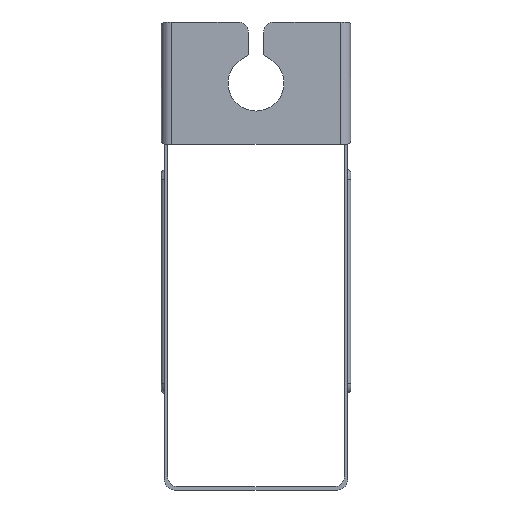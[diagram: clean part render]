
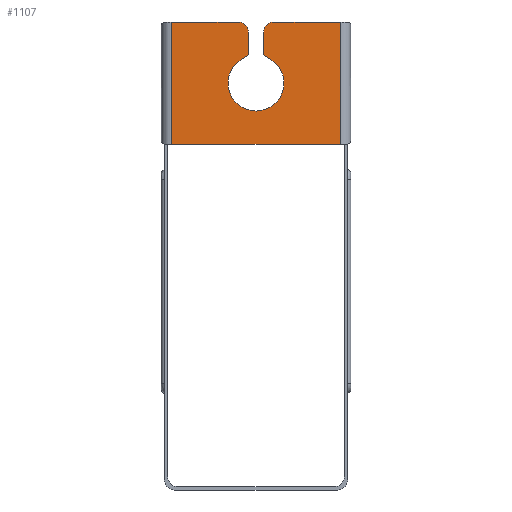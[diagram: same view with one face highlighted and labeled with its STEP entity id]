
A CAD part, front view. The second image highlights one B-rep face of the part: STEP entity #1107.
In plain terms, the highlighted planar face has unit normal (0, -1, 0).
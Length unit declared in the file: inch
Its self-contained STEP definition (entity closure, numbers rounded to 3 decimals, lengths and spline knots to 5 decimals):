
#63 = EDGE_CURVE ( 'NONE', #413, #1448, #2137, .T. ) ;
#99 = DIRECTION ( 'NONE',  ( 0., 0., -1. ) ) ;
#183 = DIRECTION ( 'NONE',  ( 0., -1., 0. ) ) ;
#188 = CARTESIAN_POINT ( 'NONE',  ( 0.1875, 0., 0.73314 ) ) ;
#214 = DIRECTION ( 'NONE',  ( 0., 0., 1. ) ) ;
#221 = DIRECTION ( 'NONE',  ( 0., -1., 0. ) ) ;
#223 = CARTESIAN_POINT ( 'NONE',  ( -0.4375, 0., 1.25 ) ) ;
#259 = EDGE_CURVE ( 'NONE', #1448, #2122, #1687, .T. ) ;
#261 = EDGE_CURVE ( 'NONE', #2375, #1117, #698, .T. ) ;
#262 = LINE ( 'NONE', #1838, #1688 ) ;
#310 = VERTEX_POINT ( 'NONE', #448 ) ;
#338 = EDGE_CURVE ( 'NONE', #1818, #2307, #1884, .T. ) ;
#339 = CARTESIAN_POINT ( 'NONE',  ( -0.1875, 0., 0.73314 ) ) ;
#385 = DIRECTION ( 'NONE',  ( 0., 0., 1. ) ) ;
#413 = VERTEX_POINT ( 'NONE', #1925 ) ;
#448 = CARTESIAN_POINT ( 'NONE',  ( 0.25099, 0., 0.64005 ) ) ;
#449 = DIRECTION ( 'NONE',  ( 0., 0., 1. ) ) ;
#463 = ORIENTED_EDGE ( 'NONE', *, *, #259, .T. ) ;
#492 = AXIS2_PLACEMENT_3D ( 'NONE', #1931, #1694, #214 ) ;
#550 = ORIENTED_EDGE ( 'NONE', *, *, #261, .T. ) ;
#571 = VECTOR ( 'NONE', #99, 39.37008 ) ;
#576 = ORIENTED_EDGE ( 'NONE', *, *, #1546, .T. ) ;
#581 = CARTESIAN_POINT ( 'NONE',  ( 2.075, 0., 1.5 ) ) ;
#620 = VECTOR ( 'NONE', #1388, 39.37008 ) ;
#635 = DIRECTION ( 'NONE',  ( -1., 0., 0. ) ) ;
#640 = DIRECTION ( 'NONE',  ( 0., -1., 0. ) ) ;
#646 = EDGE_CURVE ( 'NONE', #2122, #1818, #1316, .T. ) ;
#698 = CIRCLE ( 'NONE', #2147, 0.1 ) ;
#704 = CARTESIAN_POINT ( 'NONE',  ( -2.075, 0., -1.5 ) ) ;
#718 = ORIENTED_EDGE ( 'NONE', *, *, #1246, .T. ) ;
#736 = FACE_OUTER_BOUND ( 'NONE', #1588, .T. ) ;
#738 = DIRECTION ( 'NONE',  ( 0., 0., 1. ) ) ;
#756 = ORIENTED_EDGE ( 'NONE', *, *, #1757, .T. ) ;
#759 = VERTEX_POINT ( 'NONE', #704 ) ;
#791 = CARTESIAN_POINT ( 'NONE',  ( 0.2875, 0., 0.73314 ) ) ;
#809 = VERTEX_POINT ( 'NONE', #2539 ) ;
#906 = AXIS2_PLACEMENT_3D ( 'NONE', #1545, #183, #1504 ) ;
#959 = ORIENTED_EDGE ( 'NONE', *, *, #63, .T. ) ;
#1018 = LINE ( 'NONE', #1574, #620 ) ;
#1029 = AXIS2_PLACEMENT_3D ( 'NONE', #223, #1604, #385 ) ;
#1107 = ADVANCED_FACE ( 'NONE', ( #736 ), #1144, .T. ) ;
#1117 = VERTEX_POINT ( 'NONE', #339 ) ;
#1125 = CARTESIAN_POINT ( 'NONE',  ( 0., 0., 1.5 ) ) ;
#1134 = LINE ( 'NONE', #1125, #1812 ) ;
#1144 = PLANE ( 'NONE',  #906 ) ;
#1223 = DIRECTION ( 'NONE',  ( 0., -1., 0. ) ) ;
#1246 = EDGE_CURVE ( 'NONE', #2307, #310, #2514, .T. ) ;
#1252 = DIRECTION ( 'NONE',  ( 1., 0., 0. ) ) ;
#1298 = CARTESIAN_POINT ( 'NONE',  ( 0., 0., 1.5 ) ) ;
#1316 = CIRCLE ( 'NONE', #2021, 0.25 ) ;
#1388 = DIRECTION ( 'NONE',  ( 0., 0., -1. ) ) ;
#1396 = AXIS2_PLACEMENT_3D ( 'NONE', #791, #221, #1809 ) ;
#1417 = VERTEX_POINT ( 'NONE', #2326 ) ;
#1424 = DIRECTION ( 'NONE',  ( 0., 0., 1. ) ) ;
#1448 = VERTEX_POINT ( 'NONE', #581 ) ;
#1456 = CARTESIAN_POINT ( 'NONE',  ( 0.1875, 0., 1.25 ) ) ;
#1462 = CARTESIAN_POINT ( 'NONE',  ( -2.075, 0., 1.5 ) ) ;
#1485 = EDGE_CURVE ( 'NONE', #759, #413, #2446, .T. ) ;
#1504 = DIRECTION ( 'NONE',  ( 0., 0., -1. ) ) ;
#1545 = CARTESIAN_POINT ( 'NONE',  ( 0., 0., 0. ) ) ;
#1546 = EDGE_CURVE ( 'NONE', #1417, #2098, #1134, .T. ) ;
#1574 = CARTESIAN_POINT ( 'NONE',  ( -2.075, 0., 0. ) ) ;
#1588 = EDGE_LOOP ( 'NONE', ( #2113, #959, #463, #1958, #1986, #718, #1698, #550, #1924, #756, #576, #1910 ) ) ;
#1604 = DIRECTION ( 'NONE',  ( 0., -1., 0. ) ) ;
#1611 = CIRCLE ( 'NONE', #492, 0.6875 ) ;
#1642 = VECTOR ( 'NONE', #1252, 39.37008 ) ;
#1659 = CARTESIAN_POINT ( 'NONE',  ( 0., 0., -1.5 ) ) ;
#1687 = LINE ( 'NONE', #1298, #2231 ) ;
#1688 = VECTOR ( 'NONE', #449, 39.37008 ) ;
#1694 = DIRECTION ( 'NONE',  ( 0., 1., 0. ) ) ;
#1698 = ORIENTED_EDGE ( 'NONE', *, *, #2376, .T. ) ;
#1757 = EDGE_CURVE ( 'NONE', #809, #1417, #2233, .T. ) ;
#1809 = DIRECTION ( 'NONE',  ( 0., 0., 1. ) ) ;
#1812 = VECTOR ( 'NONE', #2118, 39.37008 ) ;
#1818 = VERTEX_POINT ( 'NONE', #1456 ) ;
#1834 = EDGE_CURVE ( 'NONE', #1117, #809, #262, .T. ) ;
#1838 = CARTESIAN_POINT ( 'NONE',  ( -0.1875, 0., 0. ) ) ;
#1884 = LINE ( 'NONE', #2300, #571 ) ;
#1910 = ORIENTED_EDGE ( 'NONE', *, *, #1985, .T. ) ;
#1924 = ORIENTED_EDGE ( 'NONE', *, *, #1834, .T. ) ;
#1925 = CARTESIAN_POINT ( 'NONE',  ( 2.075, 0., -1.5 ) ) ;
#1931 = CARTESIAN_POINT ( 'NONE',  ( 0., 0., 0. ) ) ;
#1958 = ORIENTED_EDGE ( 'NONE', *, *, #646, .T. ) ;
#1985 = EDGE_CURVE ( 'NONE', #2098, #759, #1018, .T. ) ;
#1986 = ORIENTED_EDGE ( 'NONE', *, *, #338, .T. ) ;
#2021 = AXIS2_PLACEMENT_3D ( 'NONE', #2415, #640, #1424 ) ;
#2098 = VERTEX_POINT ( 'NONE', #1462 ) ;
#2113 = ORIENTED_EDGE ( 'NONE', *, *, #1485, .T. ) ;
#2118 = DIRECTION ( 'NONE',  ( -1., 0., 0. ) ) ;
#2122 = VERTEX_POINT ( 'NONE', #2425 ) ;
#2137 = LINE ( 'NONE', #2486, #2272 ) ;
#2147 = AXIS2_PLACEMENT_3D ( 'NONE', #2481, #1223, #2277 ) ;
#2231 = VECTOR ( 'NONE', #635, 39.37008 ) ;
#2233 = CIRCLE ( 'NONE', #1029, 0.25 ) ;
#2272 = VECTOR ( 'NONE', #738, 39.37008 ) ;
#2277 = DIRECTION ( 'NONE',  ( 0., 0., 1. ) ) ;
#2300 = CARTESIAN_POINT ( 'NONE',  ( 0.1875, 0., 0. ) ) ;
#2307 = VERTEX_POINT ( 'NONE', #188 ) ;
#2326 = CARTESIAN_POINT ( 'NONE',  ( -0.4375, 0., 1.5 ) ) ;
#2375 = VERTEX_POINT ( 'NONE', #2454 ) ;
#2376 = EDGE_CURVE ( 'NONE', #310, #2375, #1611, .T. ) ;
#2415 = CARTESIAN_POINT ( 'NONE',  ( 0.4375, 0., 1.25 ) ) ;
#2425 = CARTESIAN_POINT ( 'NONE',  ( 0.4375, 0., 1.5 ) ) ;
#2446 = LINE ( 'NONE', #1659, #1642 ) ;
#2454 = CARTESIAN_POINT ( 'NONE',  ( -0.25099, 0., 0.64005 ) ) ;
#2481 = CARTESIAN_POINT ( 'NONE',  ( -0.2875, 0., 0.73314 ) ) ;
#2486 = CARTESIAN_POINT ( 'NONE',  ( 2.075, 0., 0. ) ) ;
#2514 = CIRCLE ( 'NONE', #1396, 0.1 ) ;
#2539 = CARTESIAN_POINT ( 'NONE',  ( -0.1875, 0., 1.25 ) ) ;
